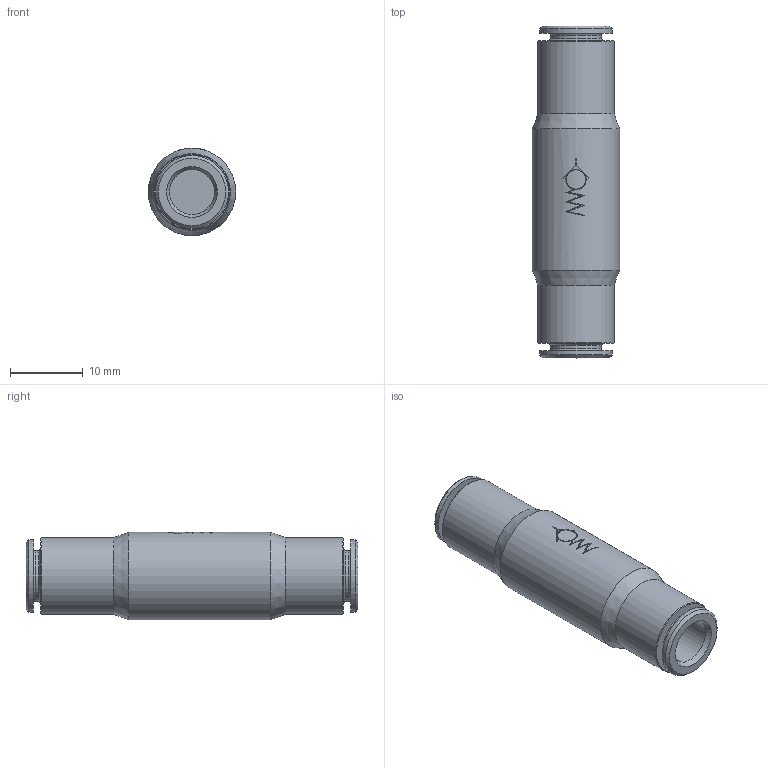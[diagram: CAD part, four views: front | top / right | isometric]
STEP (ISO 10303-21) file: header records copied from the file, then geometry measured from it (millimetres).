
FILE_DESCRIPTION(( 'MAL.93.06.06.stp' ), '1');
FILE_NAME( 'MAL.93.06.06.stp', '2021-02-19T16:28:35',( 'Sopra'),('sopra-pneumatic.com'), 'SwSTEP 2.0','SolidWorks 2009','' );
FILE_SCHEMA( ( 'AUTOMOTIVE_DESIGN { 1 0 10303 214 1 1 1 1 }' ) );
Length unit declared in the file: metre
Products named in the file (1): Taglia-Rivoluzione1
Bounding box: 12 x 45.5 x 12 mm (x, y, z)
Volume: 3536.8 mm3; surface area: 2437.9 mm2
Topology: 1 solids, 1 shells, 60 faces, 148 edges, 99 vertices
Faces by surface type: bspline 25, cylinder 12, plane 11, cone 10, torus 2
Full cylindrical faces by diameter (mm): 6.15 x2, 6.9 x2, 10 x2, 10.5 x2, 12 x1
Entity records: 2507 total; most frequent: CARTESIAN_POINT 902, ORIENTED_EDGE 248, DIRECTION 138, EDGE_CURVE 124, VERTEX_POINT 97, EDGE_LOOP 91, B_SPLINE_CURVE_WITH_KNOTS 88, FACE_OUTER_BOUND 72
